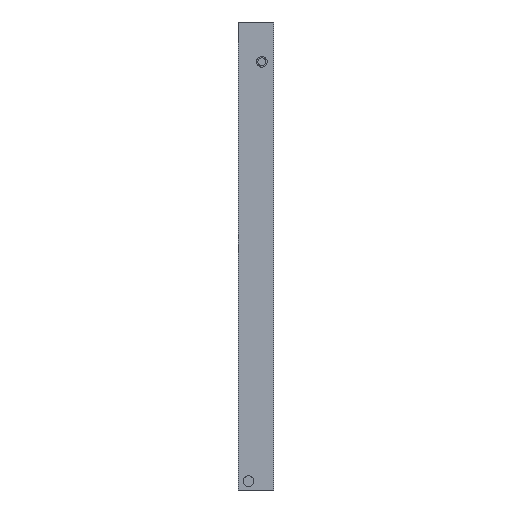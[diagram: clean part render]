
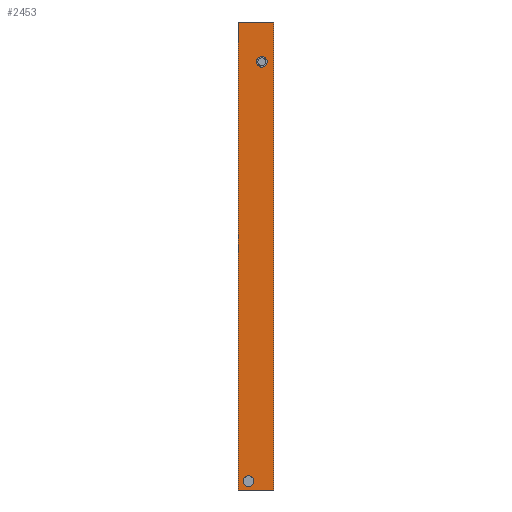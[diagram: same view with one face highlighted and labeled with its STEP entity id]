
A CAD part, left-side view. The second image highlights one B-rep face of the part: STEP entity #2453.
In plain terms, the highlighted planar face has unit normal (-1, 0, 0).
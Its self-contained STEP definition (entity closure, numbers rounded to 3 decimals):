
#42 = CARTESIAN_POINT ( 'NONE',  ( -100., 5., 80.7 ) ) ;
#119 = ORIENTED_EDGE ( 'NONE', *, *, #1557, .F. ) ;
#186 = ORIENTED_EDGE ( 'NONE', *, *, #3622, .T. ) ;
#209 = EDGE_LOOP ( 'NONE', ( #4083, #1305, #119, #738 ) ) ;
#226 = CARTESIAN_POINT ( 'NONE',  ( -100., 10.714, -96.25 ) ) ;
#261 = CARTESIAN_POINT ( 'NONE',  ( -100., 15., 100. ) ) ;
#299 = EDGE_CURVE ( 'NONE', #650, #2223, #3290, .T. ) ;
#301 = AXIS2_PLACEMENT_3D ( 'NONE', #2996, #1449, #3355 ) ;
#413 = VECTOR ( 'NONE', #3974, 1000. ) ;
#436 = VERTEX_POINT ( 'NONE', #2626 ) ;
#626 = DIRECTION ( 'NONE',  ( 0., -1., 0. ) ) ;
#650 = VERTEX_POINT ( 'NONE', #3597 ) ;
#666 = VECTOR ( 'NONE', #3892, 1000. ) ;
#679 = CIRCLE ( 'NONE', #301, 2.3 ) ;
#685 = VECTOR ( 'NONE', #903, 1000. ) ;
#738 = ORIENTED_EDGE ( 'NONE', *, *, #3910, .T. ) ;
#744 = CIRCLE ( 'NONE', #4056, 2.3 ) ;
#850 = DIRECTION ( 'NONE',  ( 1., 0., 0. ) ) ;
#903 = DIRECTION ( 'NONE',  ( 0., 0., 1. ) ) ;
#1248 = FACE_BOUND ( 'NONE', #4035, .T. ) ;
#1305 = ORIENTED_EDGE ( 'NONE', *, *, #299, .F. ) ;
#1393 = CARTESIAN_POINT ( 'NONE',  ( -100., 0., 100. ) ) ;
#1449 = DIRECTION ( 'NONE',  ( 1., 0., 0. ) ) ;
#1472 = CIRCLE ( 'NONE', #2457, 2.3 ) ;
#1534 = DIRECTION ( 'NONE',  ( 1., 0., 0. ) ) ;
#1557 = EDGE_CURVE ( 'NONE', #436, #650, #3329, .T. ) ;
#1558 = FACE_BOUND ( 'NONE', #3563, .T. ) ;
#1593 = VERTEX_POINT ( 'NONE', #2379 ) ;
#1743 = DIRECTION ( 'NONE',  ( 0., 0., -1. ) ) ;
#1808 = CIRCLE ( 'NONE', #3652, 2.3 ) ;
#1865 = ORIENTED_EDGE ( 'NONE', *, *, #2320, .T. ) ;
#1873 = FACE_OUTER_BOUND ( 'NONE', #209, .T. ) ;
#1985 = VERTEX_POINT ( 'NONE', #42 ) ;
#1994 = EDGE_CURVE ( 'NONE', #2013, #4008, #744, .T. ) ;
#1999 = ORIENTED_EDGE ( 'NONE', *, *, #1994, .T. ) ;
#2013 = VERTEX_POINT ( 'NONE', #3076 ) ;
#2057 = DIRECTION ( 'NONE',  ( 1., 0., 0. ) ) ;
#2068 = CARTESIAN_POINT ( 'NONE',  ( -100., 5., 83. ) ) ;
#2086 = VERTEX_POINT ( 'NONE', #2092 ) ;
#2092 = CARTESIAN_POINT ( 'NONE',  ( -100., 5., 85.3 ) ) ;
#2113 = DIRECTION ( 'NONE',  ( 1., 0., 0. ) ) ;
#2223 = VERTEX_POINT ( 'NONE', #1393 ) ;
#2320 = EDGE_CURVE ( 'NONE', #1985, #2086, #1472, .T. ) ;
#2379 = CARTESIAN_POINT ( 'NONE',  ( -100., 0., -100. ) ) ;
#2413 = ORIENTED_EDGE ( 'NONE', *, *, #3630, .T. ) ;
#2420 = CARTESIAN_POINT ( 'NONE',  ( -100., 15., -100. ) ) ;
#2453 = ADVANCED_FACE ( 'NONE', ( #1558, #1248, #1873 ), #3386, .F. ) ;
#2457 = AXIS2_PLACEMENT_3D ( 'NONE', #2068, #850, #3657 ) ;
#2486 = CARTESIAN_POINT ( 'NONE',  ( -100., 0., 100. ) ) ;
#2626 = CARTESIAN_POINT ( 'NONE',  ( -100., 15., -100. ) ) ;
#2697 = DIRECTION ( 'NONE',  ( 0., 0., -1. ) ) ;
#2733 = LINE ( 'NONE', #2420, #3515 ) ;
#2996 = CARTESIAN_POINT ( 'NONE',  ( -100., 5., 83. ) ) ;
#3076 = CARTESIAN_POINT ( 'NONE',  ( -100., 10.714, -93.95 ) ) ;
#3181 = CARTESIAN_POINT ( 'NONE',  ( -100., 10.714, -98.55 ) ) ;
#3286 = CARTESIAN_POINT ( 'NONE',  ( -100., 15., 100. ) ) ;
#3290 = LINE ( 'NONE', #3624, #666 ) ;
#3329 = LINE ( 'NONE', #3286, #413 ) ;
#3355 = DIRECTION ( 'NONE',  ( 0., 0., -1. ) ) ;
#3386 = PLANE ( 'NONE',  #3568 ) ;
#3405 = DIRECTION ( 'NONE',  ( 0., 0., -1. ) ) ;
#3515 = VECTOR ( 'NONE', #626, 1000. ) ;
#3563 = EDGE_LOOP ( 'NONE', ( #186, #1865 ) ) ;
#3568 = AXIS2_PLACEMENT_3D ( 'NONE', #261, #1534, #3405 ) ;
#3597 = CARTESIAN_POINT ( 'NONE',  ( -100., 15., 100. ) ) ;
#3621 = CARTESIAN_POINT ( 'NONE',  ( -100., 10.714, -96.25 ) ) ;
#3622 = EDGE_CURVE ( 'NONE', #2086, #1985, #679, .T. ) ;
#3624 = CARTESIAN_POINT ( 'NONE',  ( -100., 15., 100. ) ) ;
#3630 = EDGE_CURVE ( 'NONE', #4008, #2013, #1808, .T. ) ;
#3652 = AXIS2_PLACEMENT_3D ( 'NONE', #3621, #2057, #2697 ) ;
#3657 = DIRECTION ( 'NONE',  ( 0., 0., -1. ) ) ;
#3697 = LINE ( 'NONE', #2486, #685 ) ;
#3882 = EDGE_CURVE ( 'NONE', #1593, #2223, #3697, .T. ) ;
#3892 = DIRECTION ( 'NONE',  ( 0., -1., 0. ) ) ;
#3910 = EDGE_CURVE ( 'NONE', #436, #1593, #2733, .T. ) ;
#3974 = DIRECTION ( 'NONE',  ( 0., 0., 1. ) ) ;
#4008 = VERTEX_POINT ( 'NONE', #3181 ) ;
#4035 = EDGE_LOOP ( 'NONE', ( #1999, #2413 ) ) ;
#4056 = AXIS2_PLACEMENT_3D ( 'NONE', #226, #2113, #1743 ) ;
#4083 = ORIENTED_EDGE ( 'NONE', *, *, #3882, .T. ) ;
